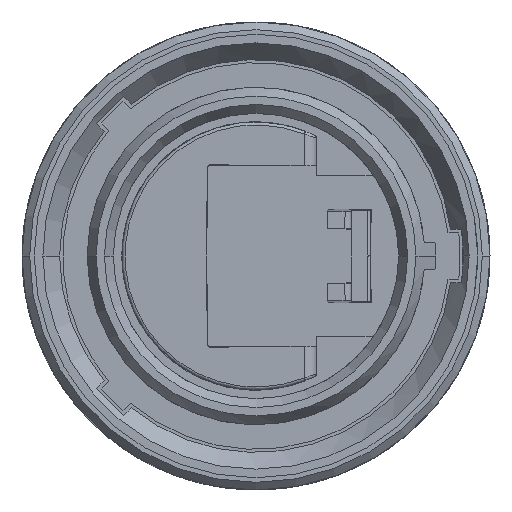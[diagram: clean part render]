
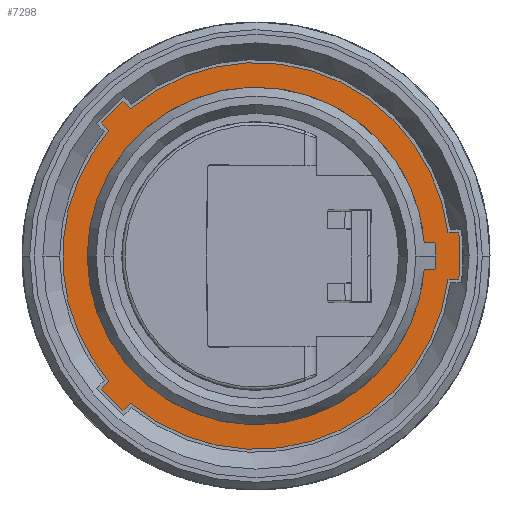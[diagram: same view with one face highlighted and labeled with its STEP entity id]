
A CAD part, front view. The second image highlights one B-rep face of the part: STEP entity #7298.
In plain terms, the highlighted planar face has unit normal (0, -1, 0).
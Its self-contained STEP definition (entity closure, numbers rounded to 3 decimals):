
#166=CARTESIAN_POINT('',(0.,-6.3,0.));
#167=DIRECTION('',(0.,-1.,0.));
#168=DIRECTION('',(-1.,0.,0.));
#169=AXIS2_PLACEMENT_3D('',#166,#167,#168);
#171=CARTESIAN_POINT('',(0.,-6.3,0.));
#172=DIRECTION('',(0.,1.,0.));
#173=DIRECTION('',(-1.,0.,0.));
#174=AXIS2_PLACEMENT_3D('',#171,#172,#173);
#176=DIRECTION('',(0.707,0.,-0.707));
#177=VECTOR('',#176,0.702);
#178=CARTESIAN_POINT('',(-10.085,-6.3,8.671));
#179=LINE('',#178,#177);
#180=CARTESIAN_POINT('',(0.,-6.3,0.));
#181=DIRECTION('',(0.,-1.,0.));
#182=DIRECTION('',(-0.652,0.,0.758));
#183=AXIS2_PLACEMENT_3D('',#180,#181,#182);
#185=DIRECTION('',(-0.707,0.,0.707));
#186=VECTOR('',#185,0.702);
#187=CARTESIAN_POINT('',(-8.174,-6.3,9.589));
#188=LINE('',#187,#186);
#189=CARTESIAN_POINT('',(0.,-6.3,0.));
#190=DIRECTION('',(0.,-1.,0.));
#191=DIRECTION('',(0.993,0.,0.119));
#192=AXIS2_PLACEMENT_3D('',#189,#190,#191);
#194=DIRECTION('',(-1.,0.,0.));
#195=VECTOR('',#194,0.705);
#196=CARTESIAN_POINT('',(13.215,-6.3,1.5));
#197=LINE('',#196,#195);
#198=DIRECTION('',(-1.,0.,0.));
#199=VECTOR('',#198,0.705);
#200=CARTESIAN_POINT('',(13.215,-6.3,-1.5));
#201=LINE('',#200,#199);
#202=CARTESIAN_POINT('',(0.,-6.3,0.));
#203=DIRECTION('',(0.,1.,0.));
#204=DIRECTION('',(0.993,0.,-0.119));
#205=AXIS2_PLACEMENT_3D('',#202,#203,#204);
#207=DIRECTION('',(-0.707,0.,-0.707));
#208=VECTOR('',#207,0.702);
#209=CARTESIAN_POINT('',(-8.174,-6.3,-9.589));
#210=LINE('',#209,#208);
#211=CARTESIAN_POINT('',(0.,-6.3,0.));
#212=DIRECTION('',(0.,1.,0.));
#213=DIRECTION('',(-0.652,0.,-0.758));
#214=AXIS2_PLACEMENT_3D('',#211,#212,#213);
#216=DIRECTION('',(0.707,0.,0.707));
#217=VECTOR('',#216,0.702);
#218=CARTESIAN_POINT('',(-10.085,-6.3,-8.671));
#219=LINE('',#218,#217);
#224=CARTESIAN_POINT('',(0.,-6.3,0.));
#225=DIRECTION('',(0.,-1.,0.));
#226=DIRECTION('',(-0.761,0.,0.649));
#227=AXIS2_PLACEMENT_3D('',#224,#225,#226);
#318=CARTESIAN_POINT('',(0.,-6.3,0.));
#319=DIRECTION('',(0.,-1.,0.));
#320=DIRECTION('',(0.994,0.,-0.113));
#321=AXIS2_PLACEMENT_3D('',#318,#319,#320);
#5965=CARTESIAN_POINT('',(12.51,-6.3,-1.5));
#5966=CARTESIAN_POINT('',(-8.174,-6.3,-9.589));
#5967=VERTEX_POINT('',#5965);
#5968=VERTEX_POINT('',#5966);
#5969=CARTESIAN_POINT('',(-8.671,-6.3,-10.085));
#5970=VERTEX_POINT('',#5969);
#5971=CARTESIAN_POINT('',(-10.085,-6.3,-8.671));
#5972=VERTEX_POINT('',#5971);
#5973=CARTESIAN_POINT('',(-9.589,-6.3,-8.174));
#5974=VERTEX_POINT('',#5973);
#5975=CARTESIAN_POINT('',(13.215,-6.3,-1.5));
#5976=VERTEX_POINT('',#5975);
#6388=CARTESIAN_POINT('',(12.51,-6.3,1.5));
#6389=CARTESIAN_POINT('',(-8.174,-6.3,9.589));
#6390=VERTEX_POINT('',#6388);
#6391=VERTEX_POINT('',#6389);
#6392=CARTESIAN_POINT('',(-8.671,-6.3,10.085));
#6393=VERTEX_POINT('',#6392);
#6394=CARTESIAN_POINT('',(-10.085,-6.3,8.671));
#6395=VERTEX_POINT('',#6394);
#6396=CARTESIAN_POINT('',(-9.589,-6.3,8.174));
#6397=VERTEX_POINT('',#6396);
#6398=CARTESIAN_POINT('',(13.215,-6.3,1.5));
#6399=VERTEX_POINT('',#6398);
#6823=CARTESIAN_POINT('',(-11.,-6.3,0.));
#6824=VERTEX_POINT('',#6823);
#6825=CARTESIAN_POINT('',(11.,-6.3,0.));
#6826=VERTEX_POINT('',#6825);
#7263=CARTESIAN_POINT('',(0.,-6.3,0.));
#7264=DIRECTION('',(0.,1.,0.));
#7265=DIRECTION('',(1.,0.,0.));
#7266=AXIS2_PLACEMENT_3D('',#7263,#7264,#7265);
#7267=PLANE('',#7266);
#7269=ORIENTED_EDGE('',*,*,#7268,.F.);
#7271=ORIENTED_EDGE('',*,*,#7270,.F.);
#7273=ORIENTED_EDGE('',*,*,#7272,.F.);
#7275=ORIENTED_EDGE('',*,*,#7274,.F.);
#7277=ORIENTED_EDGE('',*,*,#7276,.F.);
#7279=ORIENTED_EDGE('',*,*,#7278,.F.);
#7281=ORIENTED_EDGE('',*,*,#7280,.F.);
#7283=ORIENTED_EDGE('',*,*,#7282,.T.);
#7285=ORIENTED_EDGE('',*,*,#7284,.T.);
#7287=ORIENTED_EDGE('',*,*,#7286,.T.);
#7289=ORIENTED_EDGE('',*,*,#7288,.T.);
#7291=ORIENTED_EDGE('',*,*,#7290,.T.);
#7292=EDGE_LOOP('',(#7269,#7271,#7273,#7275,#7277,#7279,#7281,#7283,#7285,#7287,
#7289,#7291));
#7293=FACE_OUTER_BOUND('',#7292,.F.);
#7294=ORIENTED_EDGE('',*,*,#7258,.T.);
#7295=ORIENTED_EDGE('',*,*,#7242,.F.);
#7296=EDGE_LOOP('',(#7294,#7295));
#7297=FACE_BOUND('',#7296,.F.);
#7298=ADVANCED_FACE('',(#7293,#7297),#7267,.F.);
#170=CIRCLE('',#169,11.);
#175=CIRCLE('',#174,11.);
#184=CIRCLE('',#183,13.3);
#193=CIRCLE('',#192,12.6);
#206=CIRCLE('',#205,12.6);
#215=CIRCLE('',#214,13.3);
#228=CIRCLE('',#227,12.6);
#322=CIRCLE('',#321,13.3);
#7242=EDGE_CURVE('',#6824,#6826,#175,.T.);
#7258=EDGE_CURVE('',#6824,#6826,#170,.T.);
#7268=EDGE_CURVE('',#6397,#5974,#228,.T.);
#7270=EDGE_CURVE('',#6395,#6397,#179,.T.);
#7272=EDGE_CURVE('',#6393,#6395,#184,.T.);
#7274=EDGE_CURVE('',#6391,#6393,#188,.T.);
#7276=EDGE_CURVE('',#6390,#6391,#193,.T.);
#7278=EDGE_CURVE('',#6399,#6390,#197,.T.);
#7280=EDGE_CURVE('',#5976,#6399,#322,.T.);
#7282=EDGE_CURVE('',#5976,#5967,#201,.T.);
#7284=EDGE_CURVE('',#5967,#5968,#206,.T.);
#7286=EDGE_CURVE('',#5968,#5970,#210,.T.);
#7288=EDGE_CURVE('',#5970,#5972,#215,.T.);
#7290=EDGE_CURVE('',#5972,#5974,#219,.T.);
